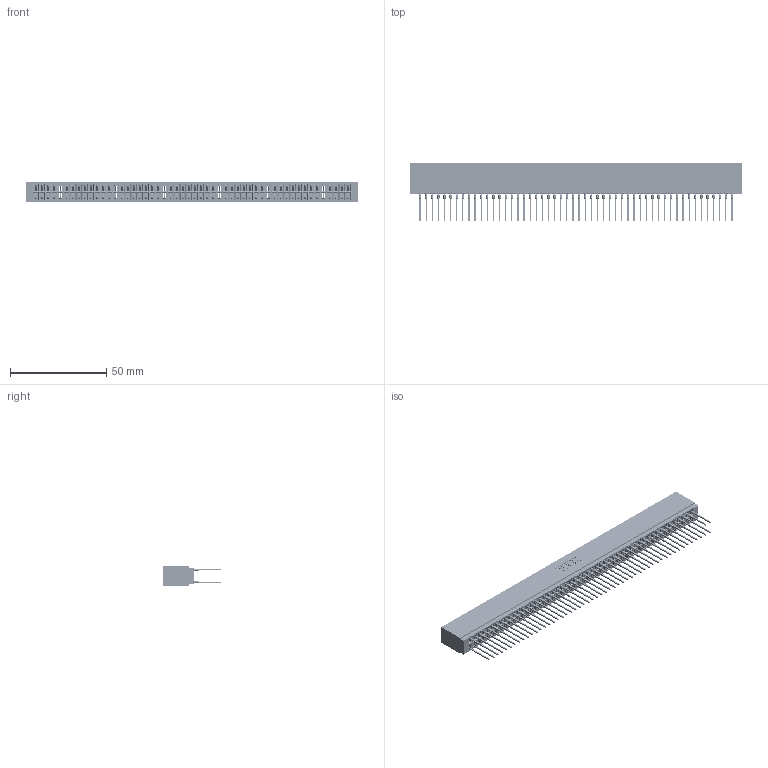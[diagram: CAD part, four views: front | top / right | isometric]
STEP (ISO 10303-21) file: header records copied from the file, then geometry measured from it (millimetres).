
FILE_DESCRIPTION (( 'STEP AP203' ), '1' );
FILE_NAME ('746-104-545-201.STEP', '2026-03-04T23:21:59', ( '' ), ( '' ), 'SwSTEP 2.0', 'SolidWorks 2023', '' );
FILE_SCHEMA (( 'CONFIG_CONTROL_DESIGN' ));
Length unit declared in the file: millimetre
Products named in the file (3): 746-104-545-201; 746 Part_.515 Slot Depth - 01; 746-292-001_545
Assembly tree (105 placements, depth 2):
  746-104-545-201
    746 Part_.515 Slot Depth - 01
    746-292-001_545  x104
Bounding box: 172.34 x 30.59 x 9.91 mm (x, y, z)
Volume: 18760.3 mm3; surface area: 31995.9 mm2
Topology: 105 solids, 105 shells, 9405 faces, 25847 edges, 16451 vertices
Faces by surface type: plane 4839, bspline 2080, cylinder 1862, torus 624
Entity records: 78829 total; most frequent: CARTESIAN_POINT 15585, ORIENTED_EDGE 13584, DIRECTION 11324, EDGE_CURVE 6792, VECTOR 6088, LINE 6088, VERTEX_POINT 4503, AXIS2_PLACEMENT_3D 2618
